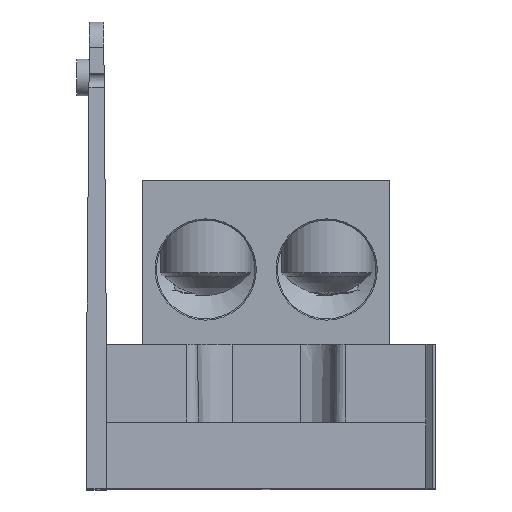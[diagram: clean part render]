
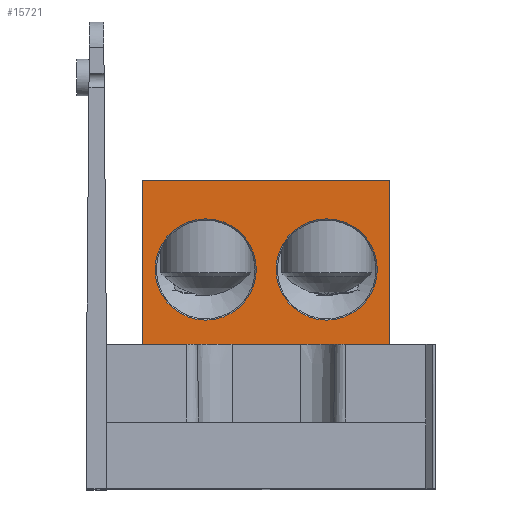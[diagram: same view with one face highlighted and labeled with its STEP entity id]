
A CAD part, top view. The second image highlights one B-rep face of the part: STEP entity #15721.
In plain terms, the highlighted planar face has unit normal (0, 0, 1).
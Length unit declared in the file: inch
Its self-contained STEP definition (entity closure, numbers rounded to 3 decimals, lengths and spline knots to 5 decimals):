
#156 = EDGE_CURVE ( 'NONE', #26413, #5225, #20402, .T. ) ;
#195 = CARTESIAN_POINT ( 'NONE',  ( 0.075, 1.67, 1.25 ) ) ;
#253 = CARTESIAN_POINT ( 'NONE',  ( -0.845, 1.67, 1.25 ) ) ;
#566 = VECTOR ( 'NONE', #25015, 39.37008 ) ;
#922 = DIRECTION ( 'NONE',  ( -1., 0., 0. ) ) ;
#945 = DIRECTION ( 'NONE',  ( 0., 0., -1. ) ) ;
#982 = CARTESIAN_POINT ( 'NONE',  ( 0.46, 1.67, 1.25 ) ) ;
#1562 = EDGE_CURVE ( 'NONE', #10025, #10025, #8493, .T. ) ;
#1738 = EDGE_CURVE ( 'NONE', #5797, #5797, #25866, .T. ) ;
#2035 = EDGE_LOOP ( 'NONE', ( #27713 ) ) ;
#2321 = CARTESIAN_POINT ( 'NONE',  ( 0.94, 1.1, 1.25 ) ) ;
#2935 = VECTOR ( 'NONE', #26208, 39.37008 ) ;
#3084 = ORIENTED_EDGE ( 'NONE', *, *, #13423, .T. ) ;
#3321 = DIRECTION ( 'NONE',  ( -1., 0., 0. ) ) ;
#3327 = DIRECTION ( 'NONE',  ( 0., 0., -1. ) ) ;
#3361 = CARTESIAN_POINT ( 'NONE',  ( 0.94, 1.1, 1.25 ) ) ;
#3659 = PLANE ( 'NONE',  #27498 ) ;
#4042 = AXIS2_PLACEMENT_3D ( 'NONE', #982, #945, #922 ) ;
#4563 = DIRECTION ( 'NONE',  ( -1., 0., 0. ) ) ;
#4641 = DIRECTION ( 'NONE',  ( 0., 0., -1. ) ) ;
#4676 = CARTESIAN_POINT ( 'NONE',  ( -0.46, 1.67, 1.25 ) ) ;
#5225 = VERTEX_POINT ( 'NONE', #11227 ) ;
#5797 = VERTEX_POINT ( 'NONE', #195 ) ;
#5876 = DIRECTION ( 'NONE',  ( -1., 0., 0. ) ) ;
#6042 = CARTESIAN_POINT ( 'NONE',  ( -0.94, 2.35, 1.25 ) ) ;
#8034 = CARTESIAN_POINT ( 'NONE',  ( 0.94, 1.1, 1.25 ) ) ;
#8493 = CIRCLE ( 'NONE', #23873, 0.385 ) ;
#8812 = VECTOR ( 'NONE', #17043, 39.37008 ) ;
#10014 = EDGE_CURVE ( 'NONE', #15052, #13914, #22741, .T. ) ;
#10025 = VERTEX_POINT ( 'NONE', #253 ) ;
#11068 = CARTESIAN_POINT ( 'NONE',  ( -0.94, 1.1, 1.25 ) ) ;
#11227 = CARTESIAN_POINT ( 'NONE',  ( -0.94, 1.1, 1.25 ) ) ;
#11875 = LINE ( 'NONE', #11068, #2935 ) ;
#13423 = EDGE_CURVE ( 'NONE', #13914, #5225, #11875, .T. ) ;
#13914 = VERTEX_POINT ( 'NONE', #6042 ) ;
#14502 = VECTOR ( 'NONE', #5876, 39.37008 ) ;
#15052 = VERTEX_POINT ( 'NONE', #16979 ) ;
#15721 = ADVANCED_FACE ( 'NONE', ( #17233, #16516, #16567 ), #3659, .F. ) ;
#16516 = FACE_BOUND ( 'NONE', #19616, .T. ) ;
#16567 = FACE_OUTER_BOUND ( 'NONE', #17882, .T. ) ;
#16979 = CARTESIAN_POINT ( 'NONE',  ( 0.94, 2.35, 1.25 ) ) ;
#17043 = DIRECTION ( 'NONE',  ( -1., 0., 0. ) ) ;
#17233 = FACE_BOUND ( 'NONE', #2035, .T. ) ;
#17882 = EDGE_LOOP ( 'NONE', ( #3084, #17980, #26806, #23499 ) ) ;
#17980 = ORIENTED_EDGE ( 'NONE', *, *, #156, .F. ) ;
#19593 = ORIENTED_EDGE ( 'NONE', *, *, #1562, .T. ) ;
#19616 = EDGE_LOOP ( 'NONE', ( #19593 ) ) ;
#20402 = LINE ( 'NONE', #8034, #8812 ) ;
#21256 = CARTESIAN_POINT ( 'NONE',  ( 0.94, 2.35, 1.25 ) ) ;
#22741 = LINE ( 'NONE', #21256, #14502 ) ;
#23499 = ORIENTED_EDGE ( 'NONE', *, *, #10014, .T. ) ;
#23873 = AXIS2_PLACEMENT_3D ( 'NONE', #4676, #4641, #4563 ) ;
#25015 = DIRECTION ( 'NONE',  ( 0., -1., 0. ) ) ;
#25116 = CARTESIAN_POINT ( 'NONE',  ( 0.94, 1.1, 1.25 ) ) ;
#25866 = CIRCLE ( 'NONE', #4042, 0.385 ) ;
#26208 = DIRECTION ( 'NONE',  ( 0., -1., 0. ) ) ;
#26413 = VERTEX_POINT ( 'NONE', #2321 ) ;
#26806 = ORIENTED_EDGE ( 'NONE', *, *, #27351, .F. ) ;
#27351 = EDGE_CURVE ( 'NONE', #15052, #26413, #27972, .T. ) ;
#27498 = AXIS2_PLACEMENT_3D ( 'NONE', #3361, #3327, #3321 ) ;
#27713 = ORIENTED_EDGE ( 'NONE', *, *, #1738, .T. ) ;
#27972 = LINE ( 'NONE', #25116, #566 ) ;
